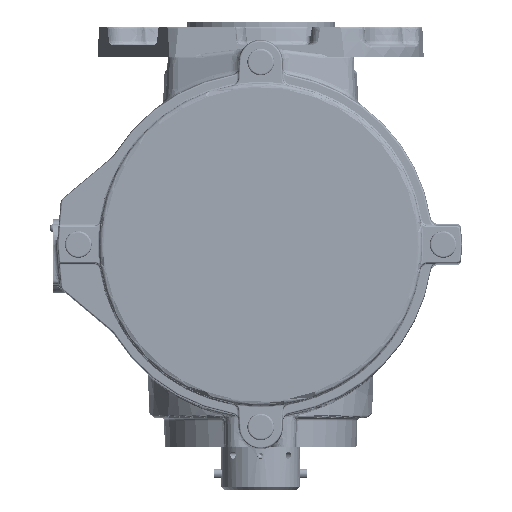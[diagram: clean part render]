
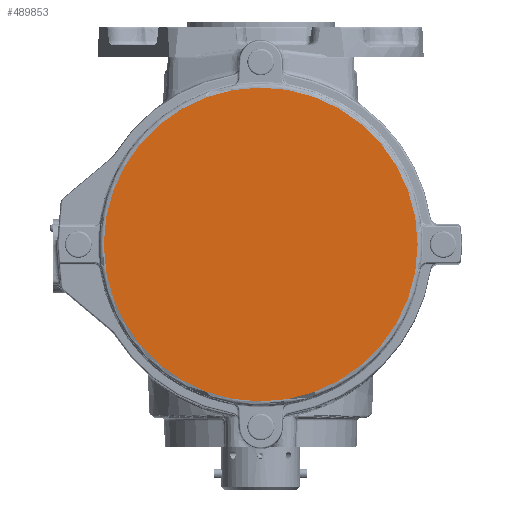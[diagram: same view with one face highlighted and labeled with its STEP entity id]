
A CAD part, front view. The second image highlights one B-rep face of the part: STEP entity #489853.
In plain terms, the highlighted face is planar.
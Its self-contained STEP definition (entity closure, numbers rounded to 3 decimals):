
#480856=CARTESIAN_POINT('',(105.798,0.,18.0));
#480857=VERTEX_POINT('',#480856);
#480858=CARTESIAN_POINT('',(0.0,0.0,18.0));
#480859=DIRECTION('',(0.0,0.0,-1.0));
#480860=DIRECTION('',(-1.0,0.0,0.0));
#480861=AXIS2_PLACEMENT_3D('',#480858,#480859,#480860);
#480862=CIRCLE('',#480861,105.798);
#480863=EDGE_CURVE('',#480857,#480857,#480862,.T.);
#489845=CARTESIAN_POINT('',(0.0,0.0,18.0));
#489846=DIRECTION('',(0.0,0.0,-1.0));
#489847=DIRECTION('',(-1.0,0.0,0.0));
#489848=AXIS2_PLACEMENT_3D('',#489845,#489846,#489847);
#489849=PLANE('',#489848);
#489850=ORIENTED_EDGE('',*,*,#480863,.F.);
#489851=EDGE_LOOP('',(#489850));
#489852=FACE_OUTER_BOUND('',#489851,.T.);
#489853=ADVANCED_FACE('',(#489852),#489849,.F.);
